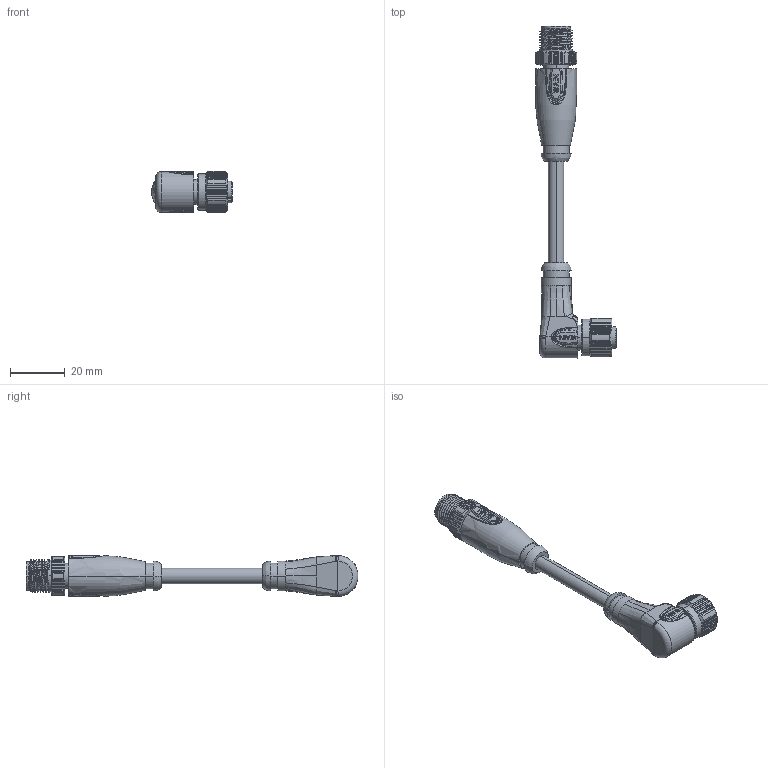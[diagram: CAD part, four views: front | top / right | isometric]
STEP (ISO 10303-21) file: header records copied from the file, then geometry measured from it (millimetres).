
FILE_DESCRIPTION((''),'2;1');
FILE_NAME('ASM0017_SW0001','2023-12-01T',('yp.zhu'),(''),'PRO/ENGINEER BY PARAMETRIC TECHNOLOGY CORPORATION, 2012480','PRO/ENGINEER BY PARAMETRIC TECHNOLOGY CORPORATION, 2012480','');
FILE_SCHEMA(('CONFIG_CONTROL_DESIGN'));
Length unit declared in the file: inch
Products named in the file (1): ASM0017_SW0001
Bounding box: 29.8 x 121.84 x 15.2 mm (x, y, z)
Volume: 13138.8 mm3; surface area: 8649.8 mm2
Topology: 1 solids, 1 shells, 1248 faces, 3668 edges, 2403 vertices
Faces by surface type: plane 575, cylinder 463, bspline 90, cone 75, torus 16, extrusion 10, sphere 10, revolution 9
Entity records: 57290 total; most frequent: CARTESIAN_POINT 25774, ORIENTED_EDGE 7200, DIRECTION 5977, EDGE_CURVE 3600, VERTEX_POINT 2383, AXIS2_PLACEMENT_3D 2350, EDGE_LOOP 1313, VECTOR 1268
